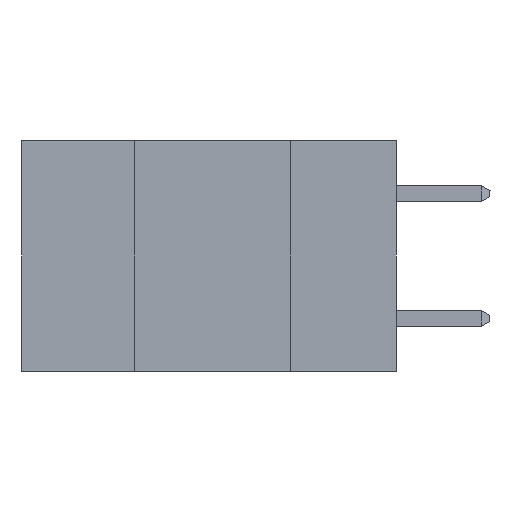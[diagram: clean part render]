
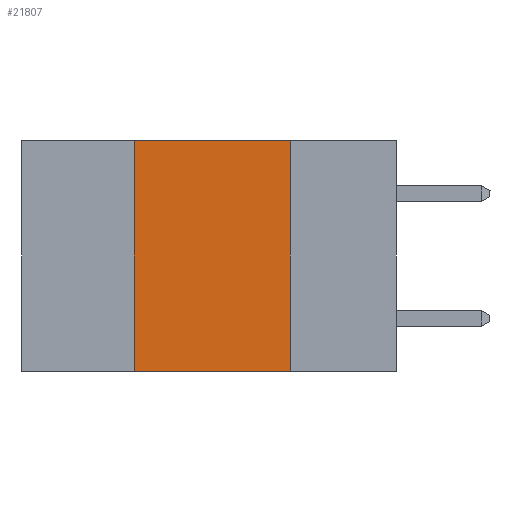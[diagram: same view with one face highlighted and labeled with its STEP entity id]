
A CAD part, left-side view. The second image highlights one B-rep face of the part: STEP entity #21807.
In plain terms, the highlighted planar face has unit normal (-1, 0, 0).
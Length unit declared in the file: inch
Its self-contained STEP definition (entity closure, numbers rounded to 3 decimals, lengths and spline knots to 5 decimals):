
#83 = LINE ( 'NONE', #814, #33030 ) ;
#197 = VERTEX_POINT ( 'NONE', #15963 ) ;
#330 = CARTESIAN_POINT ( 'NONE',  ( 0., 0.17, 0. ) ) ;
#494 = EDGE_CURVE ( 'NONE', #197, #18724, #16650, .T. ) ;
#659 = CARTESIAN_POINT ( 'NONE',  ( 0., 0.42, 0. ) ) ;
#814 = CARTESIAN_POINT ( 'NONE',  ( 0., 0.6, -0.37 ) ) ;
#1238 = DIRECTION ( 'NONE',  ( 0., -1., 0. ) ) ;
#2998 = VECTOR ( 'NONE', #8560, 39.37008 ) ;
#3450 = EDGE_CURVE ( 'NONE', #28351, #18724, #83, .T. ) ;
#3554 = DIRECTION ( 'NONE',  ( 0., -1., 0. ) ) ;
#6382 = AXIS2_PLACEMENT_3D ( 'NONE', #17521, #20303, #14928 ) ;
#7230 = VERTEX_POINT ( 'NONE', #659 ) ;
#8560 = DIRECTION ( 'NONE',  ( 0., 0., -1. ) ) ;
#8617 = ORIENTED_EDGE ( 'NONE', *, *, #30017, .F. ) ;
#10346 = ORIENTED_EDGE ( 'NONE', *, *, #3450, .T. ) ;
#11595 = ORIENTED_EDGE ( 'NONE', *, *, #494, .F. ) ;
#12066 = EDGE_LOOP ( 'NONE', ( #11595, #8617, #16382, #10346 ) ) ;
#14326 = DIRECTION ( 'NONE',  ( 0., 0., 1. ) ) ;
#14928 = DIRECTION ( 'NONE',  ( 0., 0., -1. ) ) ;
#15963 = CARTESIAN_POINT ( 'NONE',  ( 0., 0.17, 0. ) ) ;
#16382 = ORIENTED_EDGE ( 'NONE', *, *, #22977, .F. ) ;
#16650 = LINE ( 'NONE', #330, #2998 ) ;
#17353 = LINE ( 'NONE', #29517, #22141 ) ;
#17392 = FACE_OUTER_BOUND ( 'NONE', #12066, .T. ) ;
#17521 = CARTESIAN_POINT ( 'NONE',  ( 0., 0.6, 0. ) ) ;
#18724 = VERTEX_POINT ( 'NONE', #19689 ) ;
#19689 = CARTESIAN_POINT ( 'NONE',  ( 0., 0.17, -0.37 ) ) ;
#20303 = DIRECTION ( 'NONE',  ( 1., 0., 0. ) ) ;
#21807 = ADVANCED_FACE ( 'NONE', ( #17392 ), #30296, .F. ) ;
#22141 = VECTOR ( 'NONE', #1238, 39.37008 ) ;
#22977 = EDGE_CURVE ( 'NONE', #28351, #7230, #28239, .T. ) ;
#24487 = CARTESIAN_POINT ( 'NONE',  ( 0., 0.42, 0. ) ) ;
#28239 = LINE ( 'NONE', #24487, #28280 ) ;
#28280 = VECTOR ( 'NONE', #14326, 39.37008 ) ;
#28351 = VERTEX_POINT ( 'NONE', #31657 ) ;
#29517 = CARTESIAN_POINT ( 'NONE',  ( 0., 0.6, 0. ) ) ;
#30017 = EDGE_CURVE ( 'NONE', #7230, #197, #17353, .T. ) ;
#30296 = PLANE ( 'NONE',  #6382 ) ;
#31657 = CARTESIAN_POINT ( 'NONE',  ( 0., 0.42, -0.37 ) ) ;
#33030 = VECTOR ( 'NONE', #3554, 39.37008 ) ;
